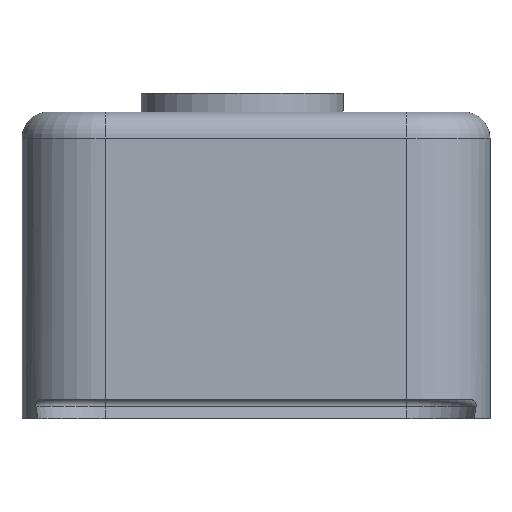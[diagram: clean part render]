
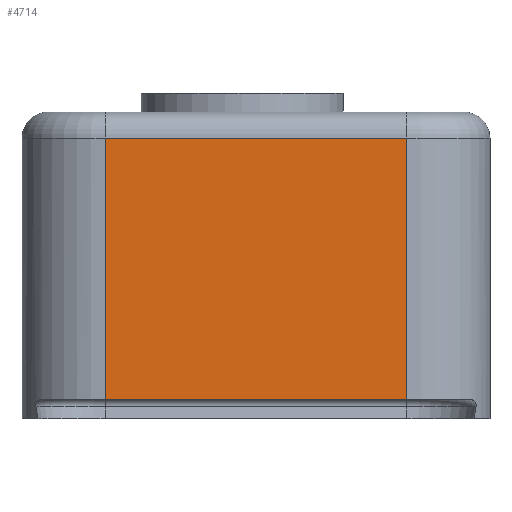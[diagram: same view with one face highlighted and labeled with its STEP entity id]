
A CAD part, left-side view. The second image highlights one B-rep face of the part: STEP entity #4714.
In plain terms, the highlighted planar face has unit normal (-1, 0, 0).
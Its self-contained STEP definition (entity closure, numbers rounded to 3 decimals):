
#461=FACE_OUTER_BOUND('',#732,.T.);
#732=EDGE_LOOP('',(#3253,#3254,#3255,#3256));
#1168=LINE('',#6441,#1543);
#1178=LINE('',#6491,#1553);
#1179=LINE('',#6515,#1554);
#1180=LINE('',#6516,#1555);
#1543=VECTOR('',#5399,10.);
#1553=VECTOR('',#5461,10.);
#1554=VECTOR('',#5470,10.);
#1555=VECTOR('',#5471,10.);
#1938=VERTEX_POINT('',#6438);
#1939=VERTEX_POINT('',#6440);
#1953=VERTEX_POINT('',#6490);
#1957=VERTEX_POINT('',#6514);
#2438=EDGE_CURVE('',#1938,#1939,#1168,.T.);
#2464=EDGE_CURVE('',#1953,#1939,#1178,.T.);
#2469=EDGE_CURVE('',#1957,#1938,#1179,.T.);
#2470=EDGE_CURVE('',#1957,#1953,#1180,.T.);
#3253=ORIENTED_EDGE('',*,*,#2438,.F.);
#3254=ORIENTED_EDGE('',*,*,#2469,.F.);
#3255=ORIENTED_EDGE('',*,*,#2470,.T.);
#3256=ORIENTED_EDGE('',*,*,#2464,.T.);
#4599=PLANE('',#5043);
#4714=ADVANCED_FACE('',(#461),#4599,.T.);
#5043=AXIS2_PLACEMENT_3D('',#6513,#5468,#5469);
#5399=DIRECTION('',(0.,-1.,0.));
#5461=DIRECTION('',(0.,0.,1.));
#5468=DIRECTION('center_axis',(-1.,0.,0.));
#5469=DIRECTION('ref_axis',(0.,-1.,0.));
#5470=DIRECTION('',(0.,0.,1.));
#5471=DIRECTION('',(0.,-1.,0.));
#6438=CARTESIAN_POINT('',(-1.65,27.9,21.56));
#6440=CARTESIAN_POINT('',(-1.65,4.75,21.56));
#6441=CARTESIAN_POINT('',(-1.65,22.113,21.56));
#6490=CARTESIAN_POINT('',(-1.65,4.75,1.5));
#6491=CARTESIAN_POINT('',(-1.65,4.75,0.));
#6513=CARTESIAN_POINT('Origin',(-1.65,27.9,0.));
#6514=CARTESIAN_POINT('',(-1.65,27.9,1.5));
#6515=CARTESIAN_POINT('',(-1.65,27.9,0.));
#6516=CARTESIAN_POINT('',(-1.65,22.113,1.5));
